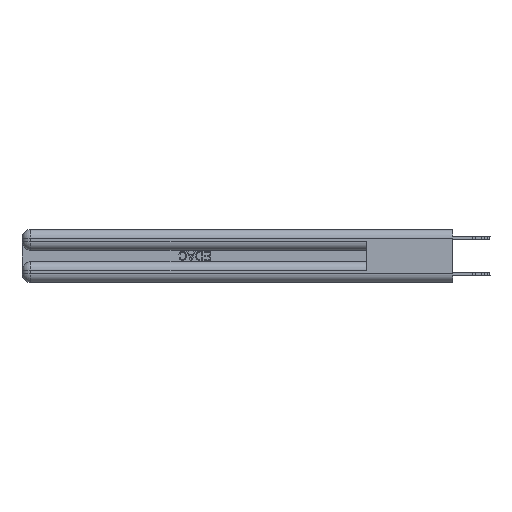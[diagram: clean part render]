
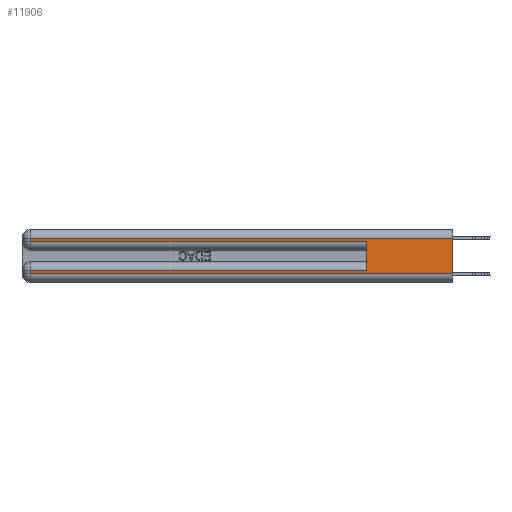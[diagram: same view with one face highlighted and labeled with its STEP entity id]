
A CAD part, left-side view. The second image highlights one B-rep face of the part: STEP entity #11906.
In plain terms, the highlighted planar face has unit normal (-1, 0, 0).
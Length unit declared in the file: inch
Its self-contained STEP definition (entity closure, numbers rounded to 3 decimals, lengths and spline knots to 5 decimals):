
#688 = DIRECTION ( 'NONE',  ( 0., 1., 0. ) ) ;
#1718 = LINE ( 'NONE', #12226, #24350 ) ;
#1997 = CARTESIAN_POINT ( 'NONE',  ( 0., 0., 0.06 ) ) ;
#2397 = CARTESIAN_POINT ( 'NONE',  ( 0., 0., 0.31 ) ) ;
#2800 = EDGE_CURVE ( 'NONE', #24722, #20156, #15752, .T. ) ;
#4002 = DIRECTION ( 'NONE',  ( 0., 0., -1. ) ) ;
#4548 = VECTOR ( 'NONE', #4002, 39.37008 ) ;
#5518 = PLANE ( 'NONE',  #14165 ) ;
#5864 = VERTEX_POINT ( 'NONE', #21571 ) ;
#6003 = DIRECTION ( 'NONE',  ( 0., 0., -1. ) ) ;
#6303 = CARTESIAN_POINT ( 'NONE',  ( 0., 2.94, 0.285 ) ) ;
#6560 = ORIENTED_EDGE ( 'NONE', *, *, #2800, .T. ) ;
#7146 = VERTEX_POINT ( 'NONE', #26868 ) ;
#8330 = CARTESIAN_POINT ( 'NONE',  ( 0., 0., 0.37 ) ) ;
#9047 = VECTOR ( 'NONE', #19327, 39.37008 ) ;
#9101 = EDGE_CURVE ( 'NONE', #12218, #5864, #24847, .T. ) ;
#10066 = LINE ( 'NONE', #2397, #19299 ) ;
#11352 = ORIENTED_EDGE ( 'NONE', *, *, #9101, .T. ) ;
#11618 = LINE ( 'NONE', #13647, #9047 ) ;
#11906 = ADVANCED_FACE ( 'NONE', ( #21199 ), #5518, .F. ) ;
#12064 = DIRECTION ( 'NONE',  ( 0., -1., 0. ) ) ;
#12218 = VERTEX_POINT ( 'NONE', #28189 ) ;
#12226 = CARTESIAN_POINT ( 'NONE',  ( 0., 0., 0.285 ) ) ;
#12502 = ORIENTED_EDGE ( 'NONE', *, *, #22689, .F. ) ;
#12557 = VECTOR ( 'NONE', #30436, 39.37008 ) ;
#12617 = VECTOR ( 'NONE', #29409, 39.37008 ) ;
#13197 = DIRECTION ( 'NONE',  ( 1., 0., 0. ) ) ;
#13505 = VECTOR ( 'NONE', #14857, 39.37008 ) ;
#13606 = EDGE_CURVE ( 'NONE', #21330, #12218, #32203, .T. ) ;
#13647 = CARTESIAN_POINT ( 'NONE',  ( 0., 0., 0.085 ) ) ;
#14165 = AXIS2_PLACEMENT_3D ( 'NONE', #8330, #13197, #6003 ) ;
#14551 = LINE ( 'NONE', #16890, #12617 ) ;
#14857 = DIRECTION ( 'NONE',  ( 0., -1., 0. ) ) ;
#15752 = LINE ( 'NONE', #18412, #12557 ) ;
#16777 = CARTESIAN_POINT ( 'NONE',  ( 0., 0., 0.31 ) ) ;
#16890 = CARTESIAN_POINT ( 'NONE',  ( 0., 0., 0.37 ) ) ;
#18315 = LINE ( 'NONE', #28168, #25861 ) ;
#18412 = CARTESIAN_POINT ( 'NONE',  ( 0., 2.94, 0.37 ) ) ;
#18567 = VERTEX_POINT ( 'NONE', #16777 ) ;
#19080 = EDGE_CURVE ( 'NONE', #7146, #27296, #18315, .T. ) ;
#19299 = VECTOR ( 'NONE', #688, 39.37008 ) ;
#19327 = DIRECTION ( 'NONE',  ( 0., 1., 0. ) ) ;
#20156 = VERTEX_POINT ( 'NONE', #6303 ) ;
#21184 = EDGE_CURVE ( 'NONE', #20156, #27296, #1718, .T. ) ;
#21199 = FACE_OUTER_BOUND ( 'NONE', #26752, .T. ) ;
#21330 = VERTEX_POINT ( 'NONE', #21550 ) ;
#21550 = CARTESIAN_POINT ( 'NONE',  ( 0., 2.94, 0.085 ) ) ;
#21571 = CARTESIAN_POINT ( 'NONE',  ( 0., 0., 0.06 ) ) ;
#22689 = EDGE_CURVE ( 'NONE', #18567, #5864, #14551, .T. ) ;
#24138 = ORIENTED_EDGE ( 'NONE', *, *, #19080, .F. ) ;
#24350 = VECTOR ( 'NONE', #12064, 39.37008 ) ;
#24722 = VERTEX_POINT ( 'NONE', #28708 ) ;
#24847 = LINE ( 'NONE', #1997, #13505 ) ;
#25861 = VECTOR ( 'NONE', #32836, 39.37008 ) ;
#26711 = EDGE_CURVE ( 'NONE', #7146, #21330, #11618, .T. ) ;
#26752 = EDGE_LOOP ( 'NONE', ( #12502, #32304, #6560, #31396, #24138, #30075, #27373, #11352 ) ) ;
#26868 = CARTESIAN_POINT ( 'NONE',  ( 0., 0.6, 0.085 ) ) ;
#27296 = VERTEX_POINT ( 'NONE', #30439 ) ;
#27368 = CARTESIAN_POINT ( 'NONE',  ( 0., 2.94, 0.37 ) ) ;
#27373 = ORIENTED_EDGE ( 'NONE', *, *, #13606, .T. ) ;
#28168 = CARTESIAN_POINT ( 'NONE',  ( 0., 0.6, 0.145 ) ) ;
#28189 = CARTESIAN_POINT ( 'NONE',  ( 0., 2.94, 0.06 ) ) ;
#28708 = CARTESIAN_POINT ( 'NONE',  ( 0., 2.94, 0.31 ) ) ;
#29409 = DIRECTION ( 'NONE',  ( 0., 0., -1. ) ) ;
#30075 = ORIENTED_EDGE ( 'NONE', *, *, #26711, .T. ) ;
#30259 = EDGE_CURVE ( 'NONE', #18567, #24722, #10066, .T. ) ;
#30436 = DIRECTION ( 'NONE',  ( 0., 0., -1. ) ) ;
#30439 = CARTESIAN_POINT ( 'NONE',  ( 0., 0.6, 0.285 ) ) ;
#31396 = ORIENTED_EDGE ( 'NONE', *, *, #21184, .T. ) ;
#32203 = LINE ( 'NONE', #27368, #4548 ) ;
#32304 = ORIENTED_EDGE ( 'NONE', *, *, #30259, .T. ) ;
#32836 = DIRECTION ( 'NONE',  ( 0., 0., 1. ) ) ;
